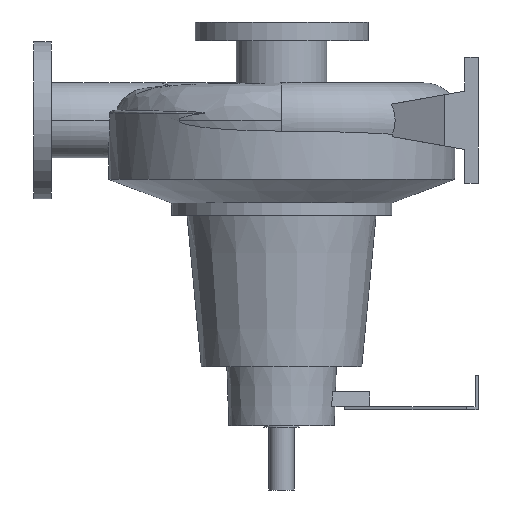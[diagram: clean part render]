
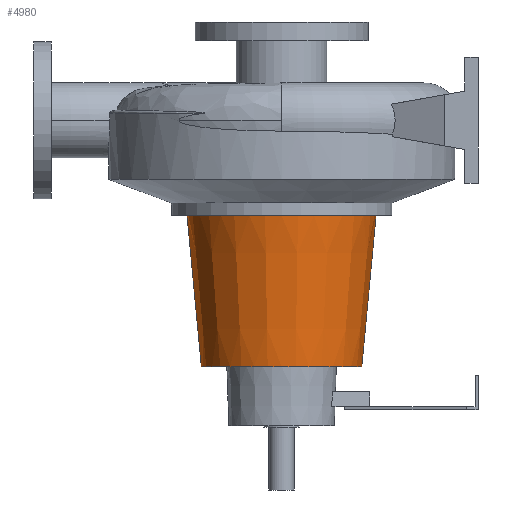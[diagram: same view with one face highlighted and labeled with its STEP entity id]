
A CAD part, left-side view. The second image highlights one B-rep face of the part: STEP entity #4980.
In plain terms, the highlighted conical face has half-angle 5.404 degrees and reference radius 102 mm.
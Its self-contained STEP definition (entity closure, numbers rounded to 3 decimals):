
#632 = ORIENTED_EDGE ( 'NONE', *, *, #2049, .F. ) ;
#787 = AXIS2_PLACEMENT_3D ( 'NONE', #2872, #1237, #3567 ) ;
#1006 = LINE ( 'NONE', #3780, #4106 ) ;
#1198 = CARTESIAN_POINT ( 'NONE',  ( 0., 120.162, -121. ) ) ;
#1237 = DIRECTION ( 'NONE',  ( 0., 0., 1. ) ) ;
#1267 = CARTESIAN_POINT ( 'NONE',  ( 0., -102., -313. ) ) ;
#1456 = EDGE_CURVE ( 'NONE', #5988, #6579, #2382, .T. ) ;
#1777 = EDGE_CURVE ( 'NONE', #1931, #6579, #5035, .T. ) ;
#1931 = VERTEX_POINT ( 'NONE', #1198 ) ;
#2049 = EDGE_CURVE ( 'NONE', #5002, #1931, #1006, .T. ) ;
#2081 = DIRECTION ( 'NONE',  ( 0., 0.094, 0.996 ) ) ;
#2289 = CARTESIAN_POINT ( 'NONE',  ( 0., 102., -313. ) ) ;
#2320 = DIRECTION ( 'NONE',  ( 0., 0., 1. ) ) ;
#2382 = LINE ( 'NONE', #1267, #4220 ) ;
#2872 = CARTESIAN_POINT ( 'NONE',  ( 0., 0., -121. ) ) ;
#2882 = ORIENTED_EDGE ( 'NONE', *, *, #3678, .T. ) ;
#3197 = ORIENTED_EDGE ( 'NONE', *, *, #1456, .T. ) ;
#3471 = CARTESIAN_POINT ( 'NONE',  ( 0., 0., -313. ) ) ;
#3567 = DIRECTION ( 'NONE',  ( 0., -1., 0. ) ) ;
#3678 = EDGE_CURVE ( 'NONE', #5002, #5988, #3784, .T. ) ;
#3780 = CARTESIAN_POINT ( 'NONE',  ( 0., 102., -313. ) ) ;
#3784 = CIRCLE ( 'NONE', #6161, 102. ) ;
#3893 = CARTESIAN_POINT ( 'NONE',  ( 0., -102., -313. ) ) ;
#3959 = FACE_OUTER_BOUND ( 'NONE', #4172, .T. ) ;
#4106 = VECTOR ( 'NONE', #2081, 1000. ) ;
#4172 = EDGE_LOOP ( 'NONE', ( #632, #2882, #3197, #6732 ) ) ;
#4220 = VECTOR ( 'NONE', #5188, 1000. ) ;
#4980 = ADVANCED_FACE ( 'NONE', ( #3959 ), #5228, .T. ) ;
#4984 = AXIS2_PLACEMENT_3D ( 'NONE', #3471, #5737, #6226 ) ;
#5002 = VERTEX_POINT ( 'NONE', #2289 ) ;
#5035 = CIRCLE ( 'NONE', #787, 120.162 ) ;
#5188 = DIRECTION ( 'NONE',  ( 0., -0.094, 0.996 ) ) ;
#5228 = CONICAL_SURFACE ( 'NONE', #4984, 102., 0.094 ) ;
#5737 = DIRECTION ( 'NONE',  ( 0., 0., 1. ) ) ;
#5883 = CARTESIAN_POINT ( 'NONE',  ( 0., 0., -313. ) ) ;
#5988 = VERTEX_POINT ( 'NONE', #3893 ) ;
#6161 = AXIS2_PLACEMENT_3D ( 'NONE', #5883, #2320, #6364 ) ;
#6226 = DIRECTION ( 'NONE',  ( 0., -1., 0. ) ) ;
#6336 = CARTESIAN_POINT ( 'NONE',  ( 0., -120.162, -121. ) ) ;
#6364 = DIRECTION ( 'NONE',  ( 0., -1., 0. ) ) ;
#6579 = VERTEX_POINT ( 'NONE', #6336 ) ;
#6732 = ORIENTED_EDGE ( 'NONE', *, *, #1777, .F. ) ;
